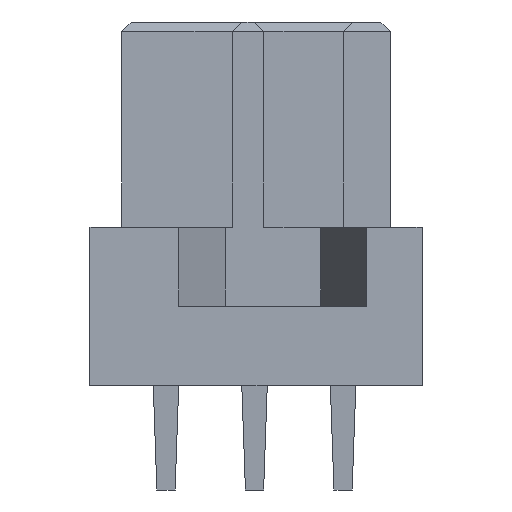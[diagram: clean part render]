
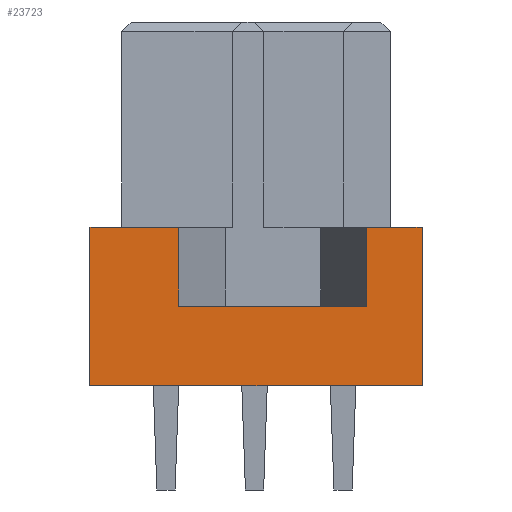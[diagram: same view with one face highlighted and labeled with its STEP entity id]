
A CAD part, left-side view. The second image highlights one B-rep face of the part: STEP entity #23723.
In plain terms, the highlighted planar face has unit normal (-1, 0, 0).
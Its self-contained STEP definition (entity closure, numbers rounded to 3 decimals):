
#165 = PLANE ( 'NONE',  #18348 ) ;
#180 = EDGE_CURVE ( 'NONE', #9901, #10691, #23258, .T. ) ;
#420 = VERTEX_POINT ( 'NONE', #17321 ) ;
#532 = DIRECTION ( 'NONE',  ( 0., 0., 1. ) ) ;
#1270 = DIRECTION ( 'NONE',  ( 0., -1., 0. ) ) ;
#1476 = LINE ( 'NONE', #7247, #11335 ) ;
#1730 = LINE ( 'NONE', #22513, #17489 ) ;
#2142 = CARTESIAN_POINT ( 'NONE',  ( 20.958, 0., 0. ) ) ;
#2909 = ORIENTED_EDGE ( 'NONE', *, *, #21730, .T. ) ;
#3044 = DIRECTION ( 'NONE',  ( 0., 0., 1. ) ) ;
#3224 = CARTESIAN_POINT ( 'NONE',  ( 20.958, 15.456, 2.512 ) ) ;
#3871 = ORIENTED_EDGE ( 'NONE', *, *, #6991, .F. ) ;
#4118 = DIRECTION ( 'NONE',  ( -1., 0., 0. ) ) ;
#4208 = CARTESIAN_POINT ( 'NONE',  ( 20.958, 15.456, 2.512 ) ) ;
#4289 = CARTESIAN_POINT ( 'NONE',  ( 20.958, 23.212, 5.01 ) ) ;
#4565 = VERTEX_POINT ( 'NONE', #7017 ) ;
#4622 = VECTOR ( 'NONE', #8434, 1000. ) ;
#4637 = ORIENTED_EDGE ( 'NONE', *, *, #19442, .F. ) ;
#4964 = DIRECTION ( 'NONE',  ( 0., 0., 1. ) ) ;
#5219 = VERTEX_POINT ( 'NONE', #16094 ) ;
#5367 = ORIENTED_EDGE ( 'NONE', *, *, #23192, .F. ) ;
#6547 = CARTESIAN_POINT ( 'NONE',  ( 20.958, 23.212, 0. ) ) ;
#6778 = CARTESIAN_POINT ( 'NONE',  ( 20.958, 23.212, 5.01 ) ) ;
#6837 = EDGE_CURVE ( 'NONE', #5219, #8232, #16464, .T. ) ;
#6863 = EDGE_CURVE ( 'NONE', #9901, #10954, #9334, .T. ) ;
#6865 = VECTOR ( 'NONE', #1270, 1000. ) ;
#6954 = ORIENTED_EDGE ( 'NONE', *, *, #180, .T. ) ;
#6991 = EDGE_CURVE ( 'NONE', #19479, #22013, #22623, .T. ) ;
#7017 = CARTESIAN_POINT ( 'NONE',  ( 20.958, 21.405, 5.01 ) ) ;
#7133 = VERTEX_POINT ( 'NONE', #19469 ) ;
#7140 = LINE ( 'NONE', #12900, #11771 ) ;
#7247 = CARTESIAN_POINT ( 'NONE',  ( 20.958, 21.405, 2.512 ) ) ;
#7584 = VECTOR ( 'NONE', #16133, 1000. ) ;
#8232 = VERTEX_POINT ( 'NONE', #9385 ) ;
#8434 = DIRECTION ( 'NONE',  ( 0., -1., 0. ) ) ;
#8685 = DIRECTION ( 'NONE',  ( 0., 0., -1. ) ) ;
#9215 = DIRECTION ( 'NONE',  ( 0., 0., 1. ) ) ;
#9334 = LINE ( 'NONE', #16808, #14588 ) ;
#9385 = CARTESIAN_POINT ( 'NONE',  ( 20.958, 15.456, 5.01 ) ) ;
#9901 = VERTEX_POINT ( 'NONE', #22062 ) ;
#9974 = ORIENTED_EDGE ( 'NONE', *, *, #6837, .T. ) ;
#10323 = VECTOR ( 'NONE', #532, 1000. ) ;
#10691 = VERTEX_POINT ( 'NONE', #17900 ) ;
#10731 = DIRECTION ( 'NONE',  ( 0., 1., 0. ) ) ;
#10954 = VERTEX_POINT ( 'NONE', #22626 ) ;
#11065 = EDGE_LOOP ( 'NONE', ( #2909, #13859, #18427, #17426, #20711, #6954, #4637, #9974, #5367, #3871 ) ) ;
#11335 = VECTOR ( 'NONE', #9215, 1000. ) ;
#11509 = EDGE_CURVE ( 'NONE', #10954, #420, #15138, .T. ) ;
#11771 = VECTOR ( 'NONE', #3044, 1000. ) ;
#12345 = CARTESIAN_POINT ( 'NONE',  ( 20.958, 15.456, 2.512 ) ) ;
#12900 = CARTESIAN_POINT ( 'NONE',  ( 20.958, 23.212, 0. ) ) ;
#13859 = ORIENTED_EDGE ( 'NONE', *, *, #19400, .T. ) ;
#13978 = VECTOR ( 'NONE', #18376, 1000. ) ;
#14588 = VECTOR ( 'NONE', #4964, 1000. ) ;
#15138 = LINE ( 'NONE', #22253, #4622 ) ;
#15249 = FACE_OUTER_BOUND ( 'NONE', #11065, .T. ) ;
#16094 = CARTESIAN_POINT ( 'NONE',  ( 20.958, 13.712, 5.01 ) ) ;
#16133 = DIRECTION ( 'NONE',  ( 0., 1., 0. ) ) ;
#16464 = LINE ( 'NONE', #6778, #21079 ) ;
#16744 = CARTESIAN_POINT ( 'NONE',  ( 20.958, 21.405, 2.512 ) ) ;
#16808 = CARTESIAN_POINT ( 'NONE',  ( 20.958, 24.212, 0. ) ) ;
#16931 = EDGE_CURVE ( 'NONE', #7133, #420, #7140, .T. ) ;
#17321 = CARTESIAN_POINT ( 'NONE',  ( 20.958, 23.212, 5.012 ) ) ;
#17426 = ORIENTED_EDGE ( 'NONE', *, *, #11509, .F. ) ;
#17489 = VECTOR ( 'NONE', #8685, 1000. ) ;
#17900 = CARTESIAN_POINT ( 'NONE',  ( 20.958, 13.712, 0. ) ) ;
#17941 = DIRECTION ( 'NONE',  ( 0., 0., 1. ) ) ;
#18348 = AXIS2_PLACEMENT_3D ( 'NONE', #2142, #4118, #17941 ) ;
#18376 = DIRECTION ( 'NONE',  ( 0., -1., 0. ) ) ;
#18427 = ORIENTED_EDGE ( 'NONE', *, *, #16931, .T. ) ;
#18717 = LINE ( 'NONE', #4289, #7584 ) ;
#19400 = EDGE_CURVE ( 'NONE', #4565, #7133, #18717, .T. ) ;
#19442 = EDGE_CURVE ( 'NONE', #5219, #10691, #1730, .T. ) ;
#19469 = CARTESIAN_POINT ( 'NONE',  ( 20.958, 23.212, 5.01 ) ) ;
#19479 = VERTEX_POINT ( 'NONE', #16744 ) ;
#19621 = LINE ( 'NONE', #12345, #10323 ) ;
#20711 = ORIENTED_EDGE ( 'NONE', *, *, #6863, .F. ) ;
#21079 = VECTOR ( 'NONE', #10731, 1000. ) ;
#21730 = EDGE_CURVE ( 'NONE', #19479, #4565, #1476, .T. ) ;
#22013 = VERTEX_POINT ( 'NONE', #4208 ) ;
#22062 = CARTESIAN_POINT ( 'NONE',  ( 20.958, 24.212, 0. ) ) ;
#22253 = CARTESIAN_POINT ( 'NONE',  ( 20.958, 24.212, 5.012 ) ) ;
#22513 = CARTESIAN_POINT ( 'NONE',  ( 20.958, 13.712, 5.01 ) ) ;
#22623 = LINE ( 'NONE', #3224, #6865 ) ;
#22626 = CARTESIAN_POINT ( 'NONE',  ( 20.958, 24.212, 5.012 ) ) ;
#23192 = EDGE_CURVE ( 'NONE', #22013, #8232, #19621, .T. ) ;
#23258 = LINE ( 'NONE', #6547, #13978 ) ;
#23723 = ADVANCED_FACE ( 'NONE', ( #15249 ), #165, .T. ) ;
